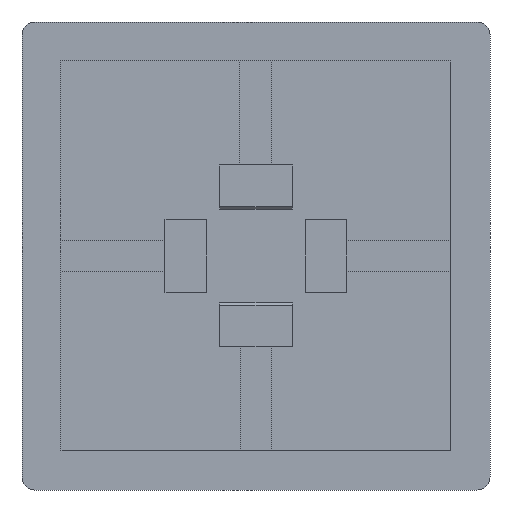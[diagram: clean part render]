
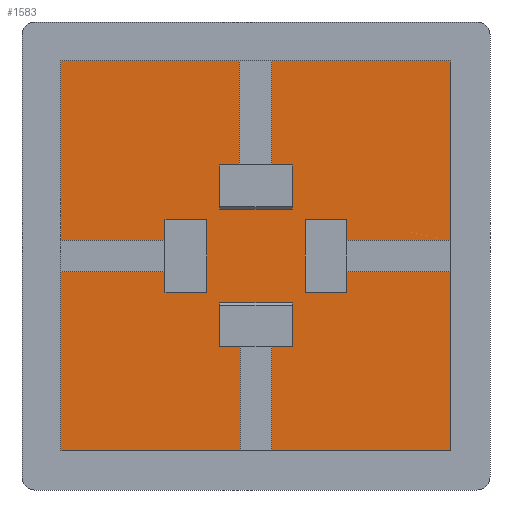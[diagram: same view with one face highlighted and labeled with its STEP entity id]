
A CAD part, front view. The second image highlights one B-rep face of the part: STEP entity #1583.
In plain terms, the highlighted planar face has unit normal (0, -1, 0).
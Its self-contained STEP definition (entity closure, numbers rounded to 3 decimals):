
#113=FACE_OUTER_BOUND('',#200,.T.);
#200=EDGE_LOOP('',(#1329,#1330,#1331,#1332,#1333,#1334,#1335,#1336,#1337,
#1338,#1339,#1340,#1341,#1342,#1343,#1344,#1345,#1346,#1347,#1348,#1349,
#1350,#1351,#1352,#1353,#1354,#1355,#1356,#1357,#1358,#1359,#1360,#1361,
#1362,#1363,#1364));
#318=LINE('',#2372,#524);
#320=LINE('',#2376,#526);
#322=LINE('',#2380,#528);
#326=LINE('',#2388,#532);
#327=LINE('',#2390,#533);
#330=LINE('',#2396,#536);
#333=LINE('',#2401,#539);
#334=LINE('',#2404,#540);
#338=LINE('',#2412,#544);
#339=LINE('',#2414,#545);
#342=LINE('',#2420,#548);
#344=LINE('',#2424,#550);
#346=LINE('',#2428,#552);
#350=LINE('',#2436,#556);
#351=LINE('',#2438,#557);
#354=LINE('',#2444,#560);
#357=LINE('',#2449,#563);
#358=LINE('',#2452,#564);
#362=LINE('',#2460,#568);
#363=LINE('',#2462,#569);
#367=LINE('',#2469,#573);
#371=LINE('',#2477,#577);
#374=LINE('',#2483,#580);
#378=LINE('',#2491,#584);
#381=LINE('',#2497,#587);
#385=LINE('',#2505,#591);
#388=LINE('',#2511,#594);
#392=LINE('',#2519,#598);
#393=LINE('',#2522,#599);
#394=LINE('',#2523,#600);
#395=LINE('',#2525,#601);
#396=LINE('',#2526,#602);
#397=LINE('',#2528,#603);
#398=LINE('',#2529,#604);
#399=LINE('',#2531,#605);
#400=LINE('',#2532,#606);
#524=VECTOR('',#1884,1.6);
#526=VECTOR('',#1888,2.8);
#528=VECTOR('',#1892,1.6);
#532=VECTOR('',#1898,0.8);
#533=VECTOR('',#1899,0.8);
#536=VECTOR('',#1904,1.6);
#539=VECTOR('',#1909,2.8);
#540=VECTOR('',#1912,1.6);
#544=VECTOR('',#1918,0.8);
#545=VECTOR('',#1919,0.8);
#548=VECTOR('',#1924,1.6);
#550=VECTOR('',#1928,2.8);
#552=VECTOR('',#1932,1.6);
#556=VECTOR('',#1938,0.749);
#557=VECTOR('',#1939,0.8);
#560=VECTOR('',#1944,1.6);
#563=VECTOR('',#1949,2.8);
#564=VECTOR('',#1952,1.6);
#568=VECTOR('',#1958,0.8);
#569=VECTOR('',#1959,0.8);
#573=VECTOR('',#1965,4.);
#577=VECTOR('',#1973,4.);
#580=VECTOR('',#1978,4.);
#584=VECTOR('',#1986,4.);
#587=VECTOR('',#1991,4.);
#591=VECTOR('',#1999,4.);
#594=VECTOR('',#2004,4.);
#598=VECTOR('',#2012,4.);
#599=VECTOR('',#2015,6.9);
#600=VECTOR('',#2016,6.9);
#601=VECTOR('',#2017,6.9);
#602=VECTOR('',#2018,6.9);
#603=VECTOR('',#2019,6.849);
#604=VECTOR('',#2020,6.9);
#605=VECTOR('',#2021,6.9);
#606=VECTOR('',#2022,6.9);
#711=VERTEX_POINT('',#2369);
#712=VERTEX_POINT('',#2371);
#713=VERTEX_POINT('',#2375);
#714=VERTEX_POINT('',#2379);
#717=VERTEX_POINT('',#2386);
#718=VERTEX_POINT('',#2389);
#719=VERTEX_POINT('',#2393);
#720=VERTEX_POINT('',#2395);
#721=VERTEX_POINT('',#2399);
#722=VERTEX_POINT('',#2403);
#725=VERTEX_POINT('',#2410);
#726=VERTEX_POINT('',#2413);
#727=VERTEX_POINT('',#2417);
#728=VERTEX_POINT('',#2419);
#729=VERTEX_POINT('',#2423);
#730=VERTEX_POINT('',#2427);
#733=VERTEX_POINT('',#2434);
#734=VERTEX_POINT('',#2437);
#735=VERTEX_POINT('',#2441);
#736=VERTEX_POINT('',#2443);
#737=VERTEX_POINT('',#2447);
#738=VERTEX_POINT('',#2451);
#741=VERTEX_POINT('',#2458);
#742=VERTEX_POINT('',#2461);
#743=VERTEX_POINT('',#2465);
#746=VERTEX_POINT('',#2475);
#747=VERTEX_POINT('',#2479);
#750=VERTEX_POINT('',#2489);
#751=VERTEX_POINT('',#2493);
#754=VERTEX_POINT('',#2503);
#755=VERTEX_POINT('',#2507);
#758=VERTEX_POINT('',#2517);
#759=VERTEX_POINT('',#2521);
#760=VERTEX_POINT('',#2524);
#761=VERTEX_POINT('',#2527);
#762=VERTEX_POINT('',#2530);
#890=EDGE_CURVE('',#712,#711,#318,.T.);
#892=EDGE_CURVE('',#712,#713,#320,.T.);
#894=EDGE_CURVE('',#714,#713,#322,.T.);
#898=EDGE_CURVE('',#717,#711,#326,.T.);
#899=EDGE_CURVE('',#714,#718,#327,.T.);
#902=EDGE_CURVE('',#720,#719,#330,.T.);
#905=EDGE_CURVE('',#720,#721,#333,.T.);
#906=EDGE_CURVE('',#722,#721,#334,.T.);
#910=EDGE_CURVE('',#725,#719,#338,.T.);
#911=EDGE_CURVE('',#722,#726,#339,.T.);
#914=EDGE_CURVE('',#728,#727,#342,.T.);
#916=EDGE_CURVE('',#728,#729,#344,.T.);
#918=EDGE_CURVE('',#730,#729,#346,.T.);
#922=EDGE_CURVE('',#733,#727,#350,.T.);
#923=EDGE_CURVE('',#730,#734,#351,.T.);
#926=EDGE_CURVE('',#736,#735,#354,.T.);
#929=EDGE_CURVE('',#736,#737,#357,.T.);
#930=EDGE_CURVE('',#738,#737,#358,.T.);
#934=EDGE_CURVE('',#741,#735,#362,.T.);
#935=EDGE_CURVE('',#738,#742,#363,.T.);
#939=EDGE_CURVE('',#743,#742,#367,.T.);
#943=EDGE_CURVE('',#746,#741,#371,.T.);
#946=EDGE_CURVE('',#747,#734,#374,.T.);
#950=EDGE_CURVE('',#750,#733,#378,.T.);
#953=EDGE_CURVE('',#751,#726,#381,.T.);
#957=EDGE_CURVE('',#754,#725,#385,.T.);
#960=EDGE_CURVE('',#755,#718,#388,.T.);
#964=EDGE_CURVE('',#758,#717,#392,.T.);
#965=EDGE_CURVE('',#758,#759,#393,.T.);
#966=EDGE_CURVE('',#759,#743,#394,.T.);
#967=EDGE_CURVE('',#746,#760,#395,.T.);
#968=EDGE_CURVE('',#760,#747,#396,.T.);
#969=EDGE_CURVE('',#750,#761,#397,.T.);
#970=EDGE_CURVE('',#761,#751,#398,.T.);
#971=EDGE_CURVE('',#754,#762,#399,.T.);
#972=EDGE_CURVE('',#762,#755,#400,.T.);
#1329=ORIENTED_EDGE('',*,*,#964,.F.);
#1330=ORIENTED_EDGE('',*,*,#965,.T.);
#1331=ORIENTED_EDGE('',*,*,#966,.T.);
#1332=ORIENTED_EDGE('',*,*,#939,.T.);
#1333=ORIENTED_EDGE('',*,*,#935,.F.);
#1334=ORIENTED_EDGE('',*,*,#930,.T.);
#1335=ORIENTED_EDGE('',*,*,#929,.F.);
#1336=ORIENTED_EDGE('',*,*,#926,.T.);
#1337=ORIENTED_EDGE('',*,*,#934,.F.);
#1338=ORIENTED_EDGE('',*,*,#943,.F.);
#1339=ORIENTED_EDGE('',*,*,#967,.T.);
#1340=ORIENTED_EDGE('',*,*,#968,.T.);
#1341=ORIENTED_EDGE('',*,*,#946,.T.);
#1342=ORIENTED_EDGE('',*,*,#923,.F.);
#1343=ORIENTED_EDGE('',*,*,#918,.T.);
#1344=ORIENTED_EDGE('',*,*,#916,.F.);
#1345=ORIENTED_EDGE('',*,*,#914,.T.);
#1346=ORIENTED_EDGE('',*,*,#922,.F.);
#1347=ORIENTED_EDGE('',*,*,#950,.F.);
#1348=ORIENTED_EDGE('',*,*,#969,.T.);
#1349=ORIENTED_EDGE('',*,*,#970,.T.);
#1350=ORIENTED_EDGE('',*,*,#953,.T.);
#1351=ORIENTED_EDGE('',*,*,#911,.F.);
#1352=ORIENTED_EDGE('',*,*,#906,.T.);
#1353=ORIENTED_EDGE('',*,*,#905,.F.);
#1354=ORIENTED_EDGE('',*,*,#902,.T.);
#1355=ORIENTED_EDGE('',*,*,#910,.F.);
#1356=ORIENTED_EDGE('',*,*,#957,.F.);
#1357=ORIENTED_EDGE('',*,*,#971,.T.);
#1358=ORIENTED_EDGE('',*,*,#972,.T.);
#1359=ORIENTED_EDGE('',*,*,#960,.T.);
#1360=ORIENTED_EDGE('',*,*,#899,.F.);
#1361=ORIENTED_EDGE('',*,*,#894,.T.);
#1362=ORIENTED_EDGE('',*,*,#892,.F.);
#1363=ORIENTED_EDGE('',*,*,#890,.T.);
#1364=ORIENTED_EDGE('',*,*,#898,.F.);
#1505=PLANE('',#1679);
#1583=ADVANCED_FACE('',(#113),#1505,.T.);
#1679=AXIS2_PLACEMENT_3D('',#2520,#2013,#2014);
#1884=DIRECTION('',(0.,0.,-1.));
#1888=DIRECTION('',(-1.,0.,0.));
#1892=DIRECTION('',(0.,0.,1.));
#1898=DIRECTION('',(1.,0.,0.));
#1899=DIRECTION('',(1.,0.,0.));
#1904=DIRECTION('',(-1.,0.,0.));
#1909=DIRECTION('',(0.,0.,1.));
#1912=DIRECTION('',(1.,0.,0.));
#1918=DIRECTION('',(0.,0.,-1.));
#1919=DIRECTION('',(0.,0.,-1.));
#1924=DIRECTION('',(0.,0.,1.));
#1928=DIRECTION('',(1.,0.,0.));
#1932=DIRECTION('',(0.,0.,-1.));
#1938=DIRECTION('',(-1.,0.,0.));
#1939=DIRECTION('',(-1.,0.,0.));
#1944=DIRECTION('',(1.,0.,0.));
#1949=DIRECTION('',(0.,0.,-1.));
#1952=DIRECTION('',(-1.,0.,0.));
#1958=DIRECTION('',(0.,0.,1.));
#1959=DIRECTION('',(0.,0.,1.));
#1965=DIRECTION('',(-1.,0.,0.));
#1973=DIRECTION('',(-1.,0.,0.));
#1978=DIRECTION('',(0.,0.,-1.));
#1986=DIRECTION('',(0.,0.,-1.));
#1991=DIRECTION('',(1.,0.,0.));
#1999=DIRECTION('',(1.,0.,0.));
#2004=DIRECTION('',(0.,0.,1.));
#2012=DIRECTION('',(0.,0.,1.));
#2013=DIRECTION('center_axis',(0.,-1.,0.));
#2014=DIRECTION('ref_axis',(-1.,0.,0.));
#2015=DIRECTION('',(1.,0.,0.));
#2016=DIRECTION('',(0.,0.,1.));
#2017=DIRECTION('',(0.,0.,1.));
#2018=DIRECTION('',(-1.,0.,0.));
#2019=DIRECTION('',(-1.,0.,0.));
#2020=DIRECTION('',(0.,0.,-1.));
#2021=DIRECTION('',(0.,0.,-1.));
#2022=DIRECTION('',(1.,0.,0.));
#2369=CARTESIAN_POINT('',(1.4,-2.,-3.5));
#2371=CARTESIAN_POINT('',(1.4,-2.,-1.9));
#2372=CARTESIAN_POINT('',(1.4,-2.,-1.9));
#2375=CARTESIAN_POINT('',(-1.4,-2.,-1.9));
#2376=CARTESIAN_POINT('',(1.4,-2.,-1.9));
#2379=CARTESIAN_POINT('',(-1.4,-2.,-3.5));
#2380=CARTESIAN_POINT('',(-1.4,-2.,-3.5));
#2386=CARTESIAN_POINT('',(0.6,-2.,-3.5));
#2388=CARTESIAN_POINT('',(0.6,-2.,-3.5));
#2389=CARTESIAN_POINT('',(-0.6,-2.,-3.5));
#2390=CARTESIAN_POINT('',(-1.4,-2.,-3.5));
#2393=CARTESIAN_POINT('',(-3.5,-2.,-1.4));
#2395=CARTESIAN_POINT('',(-1.9,-2.,-1.4));
#2396=CARTESIAN_POINT('',(-1.9,-2.,-1.4));
#2399=CARTESIAN_POINT('',(-1.9,-2.,1.4));
#2401=CARTESIAN_POINT('',(-1.9,-2.,-1.4));
#2403=CARTESIAN_POINT('',(-3.5,-2.,1.4));
#2404=CARTESIAN_POINT('',(-3.5,-2.,1.4));
#2410=CARTESIAN_POINT('',(-3.5,-2.,-0.6));
#2412=CARTESIAN_POINT('',(-3.5,-2.,-0.6));
#2413=CARTESIAN_POINT('',(-3.5,-2.,0.6));
#2414=CARTESIAN_POINT('',(-3.5,-2.,1.4));
#2417=CARTESIAN_POINT('',(-1.4,-2.,3.5));
#2419=CARTESIAN_POINT('',(-1.4,-2.,1.9));
#2420=CARTESIAN_POINT('',(-1.4,-2.,1.9));
#2423=CARTESIAN_POINT('',(1.4,-2.,1.9));
#2424=CARTESIAN_POINT('',(-1.4,-2.,1.9));
#2427=CARTESIAN_POINT('',(1.4,-2.,3.5));
#2428=CARTESIAN_POINT('',(1.4,-2.,3.5));
#2434=CARTESIAN_POINT('',(-0.651,-2.,3.5));
#2436=CARTESIAN_POINT('',(-0.651,-2.,3.5));
#2437=CARTESIAN_POINT('',(0.6,-2.,3.5));
#2438=CARTESIAN_POINT('',(1.4,-2.,3.5));
#2441=CARTESIAN_POINT('',(3.5,-2.,1.4));
#2443=CARTESIAN_POINT('',(1.9,-2.,1.4));
#2444=CARTESIAN_POINT('',(1.9,-2.,1.4));
#2447=CARTESIAN_POINT('',(1.9,-2.,-1.4));
#2449=CARTESIAN_POINT('',(1.9,-2.,1.4));
#2451=CARTESIAN_POINT('',(3.5,-2.,-1.4));
#2452=CARTESIAN_POINT('',(3.5,-2.,-1.4));
#2458=CARTESIAN_POINT('',(3.5,-2.,0.6));
#2460=CARTESIAN_POINT('',(3.5,-2.,0.6));
#2461=CARTESIAN_POINT('',(3.5,-2.,-0.6));
#2462=CARTESIAN_POINT('',(3.5,-2.,-1.4));
#2465=CARTESIAN_POINT('',(7.5,-2.,-0.6));
#2469=CARTESIAN_POINT('',(7.5,-2.,-0.6));
#2475=CARTESIAN_POINT('',(7.5,-2.,0.6));
#2477=CARTESIAN_POINT('',(7.5,-2.,0.6));
#2479=CARTESIAN_POINT('',(0.6,-2.,7.5));
#2483=CARTESIAN_POINT('',(0.6,-2.,7.5));
#2489=CARTESIAN_POINT('',(-0.651,-2.,7.5));
#2491=CARTESIAN_POINT('',(-0.651,-2.,7.5));
#2493=CARTESIAN_POINT('',(-7.5,-2.,0.6));
#2497=CARTESIAN_POINT('',(-7.5,-2.,0.6));
#2503=CARTESIAN_POINT('',(-7.5,-2.,-0.6));
#2505=CARTESIAN_POINT('',(-7.5,-2.,-0.6));
#2507=CARTESIAN_POINT('',(-0.6,-2.,-7.5));
#2511=CARTESIAN_POINT('',(-0.6,-2.,-7.5));
#2517=CARTESIAN_POINT('',(0.6,-2.,-7.5));
#2519=CARTESIAN_POINT('',(0.6,-2.,-7.5));
#2520=CARTESIAN_POINT('Origin',(0.,-2.,0.));
#2521=CARTESIAN_POINT('',(7.5,-2.,-7.5));
#2522=CARTESIAN_POINT('',(0.6,-2.,-7.5));
#2523=CARTESIAN_POINT('',(7.5,-2.,-7.5));
#2524=CARTESIAN_POINT('',(7.5,-2.,7.5));
#2525=CARTESIAN_POINT('',(7.5,-2.,0.6));
#2526=CARTESIAN_POINT('',(7.5,-2.,7.5));
#2527=CARTESIAN_POINT('',(-7.5,-2.,7.5));
#2528=CARTESIAN_POINT('',(-0.651,-2.,7.5));
#2529=CARTESIAN_POINT('',(-7.5,-2.,7.5));
#2530=CARTESIAN_POINT('',(-7.5,-2.,-7.5));
#2531=CARTESIAN_POINT('',(-7.5,-2.,-0.6));
#2532=CARTESIAN_POINT('',(-7.5,-2.,-7.5));
